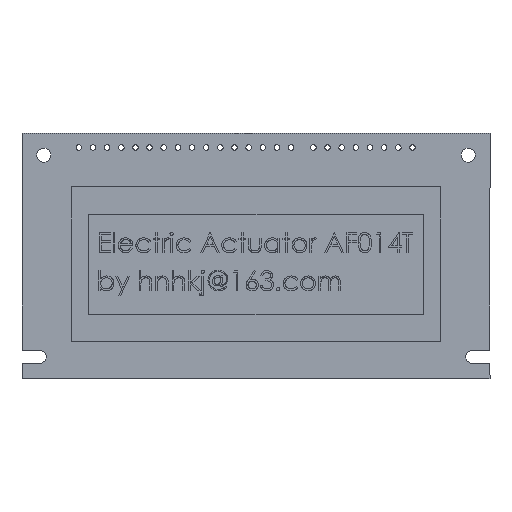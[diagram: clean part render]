
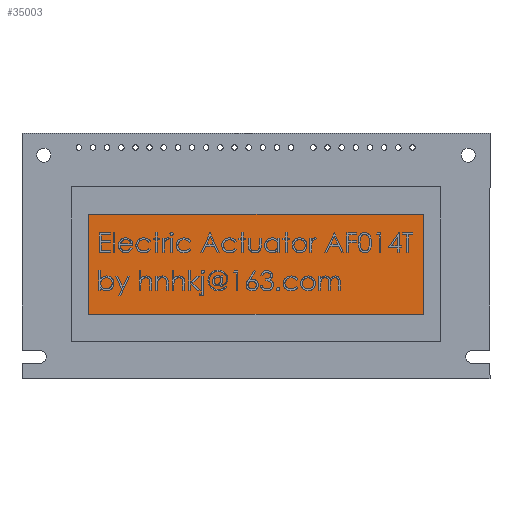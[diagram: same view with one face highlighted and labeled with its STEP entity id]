
A CAD part, top view. The second image highlights one B-rep face of the part: STEP entity #35003.
In plain terms, the highlighted planar face has unit normal (0, 0, 1).
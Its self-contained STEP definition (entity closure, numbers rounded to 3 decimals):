
#6144 = CARTESIAN_POINT ( 'NONE',  ( -30., 7.5, 9.6 ) ) ;
#6145 = DIRECTION ( 'NONE',  ( 0., -1., 0. ) ) ;
#6146 = VECTOR ( 'NONE', #6145, 1000. ) ;
#6147 = CARTESIAN_POINT ( 'NONE',  ( -30., 7.5, 9.6 ) ) ;
#6148 = LINE ( 'NONE', #6147, #6146 ) ;
#6149 = DIRECTION ( 'NONE',  ( 1., 0., 0. ) ) ;
#6150 = VECTOR ( 'NONE', #6149, 1000. ) ;
#6151 = CARTESIAN_POINT ( 'NONE',  ( -30., -10.5, 9.6 ) ) ;
#6152 = LINE ( 'NONE', #6151, #6150 ) ;
#6184 = CARTESIAN_POINT ( 'NONE',  ( 30., 7.5, 9.6 ) ) ;
#6185 = DIRECTION ( 'NONE',  ( -1., 0., 0. ) ) ;
#6186 = VECTOR ( 'NONE', #6185, 1000. ) ;
#6187 = CARTESIAN_POINT ( 'NONE',  ( -30., 7.5, 9.6 ) ) ;
#6188 = LINE ( 'NONE', #6187, #6186 ) ;
#6211 = DIRECTION ( 'NONE',  ( 0., 1., 0. ) ) ;
#6212 = VECTOR ( 'NONE', #6211, 1000. ) ;
#6213 = CARTESIAN_POINT ( 'NONE',  ( 30., 7.5, 9.6 ) ) ;
#6214 = LINE ( 'NONE', #6213, #6212 ) ;
#6343 = CARTESIAN_POINT ( 'NONE',  ( 30., -10.5, 9.6 ) ) ;
#6374 = FACE_OUTER_BOUND ( 'NONE', #34943, .T. ) ;
#6409 = DIRECTION ( 'NONE',  ( 1., 0., 0. ) ) ;
#6410 = DIRECTION ( 'NONE',  ( 0., 0., 1. ) ) ;
#6411 = CARTESIAN_POINT ( 'NONE',  ( -30., -10.5, 9.6 ) ) ;
#6412 = AXIS2_PLACEMENT_3D ( 'NONE', #6411, #6410, #6409 ) ;
#6413 = PLANE ( 'NONE',  #6412 ) ;
#33266 = CARTESIAN_POINT ( 'NONE',  ( -30., -10.5, 9.6 ) ) ;
#34934 = ORIENTED_EDGE ( 'NONE', *, *, #34951, .T. ) ;
#34940 = ORIENTED_EDGE ( 'NONE', *, *, #34944, .T. ) ;
#34941 = EDGE_CURVE ( 'NONE', #38555, #34997, #6152, .T. ) ;
#34943 = EDGE_LOOP ( 'NONE', ( #34940, #35006, #35005, #34934 ) ) ;
#34944 = EDGE_CURVE ( 'NONE', #34945, #38555, #6148, .T. ) ;
#34945 = VERTEX_POINT ( 'NONE', #6144 ) ;
#34951 = EDGE_CURVE ( 'NONE', #34952, #34945, #6188, .T. ) ;
#34952 = VERTEX_POINT ( 'NONE', #6184 ) ;
#34963 = EDGE_CURVE ( 'NONE', #34997, #34952, #6214, .T. ) ;
#34997 = VERTEX_POINT ( 'NONE', #6343 ) ;
#35003 = ADVANCED_FACE ( 'NONE', ( #6374 ), #6413, .T. ) ;
#35005 = ORIENTED_EDGE ( 'NONE', *, *, #34963, .T. ) ;
#35006 = ORIENTED_EDGE ( 'NONE', *, *, #34941, .T. ) ;
#38555 = VERTEX_POINT ( 'NONE', #33266 ) ;
